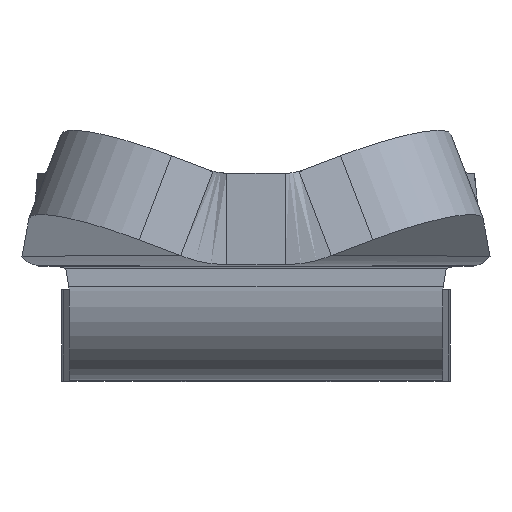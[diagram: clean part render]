
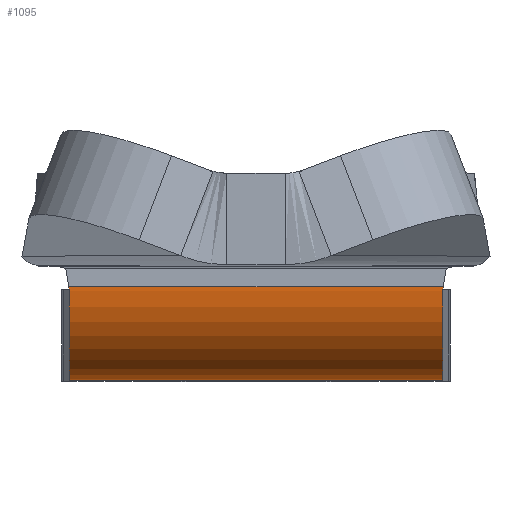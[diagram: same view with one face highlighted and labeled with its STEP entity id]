
A CAD part, top view. The second image highlights one B-rep face of the part: STEP entity #1095.
In plain terms, the highlighted cylindrical face has radius 4.1 mm (diameter 8.2 mm), a partial arc.
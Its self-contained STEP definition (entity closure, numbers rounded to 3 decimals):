
#115 = VERTEX_POINT ( 'NONE', #1608 ) ;
#182 = EDGE_CURVE ( 'NONE', #1322, #115, #511, .T. ) ;
#246 = CARTESIAN_POINT ( 'NONE',  ( -4.55, 0.1, 15.75 ) ) ;
#250 = CIRCLE ( 'NONE', #1426, 4.1 ) ;
#280 = VERTEX_POINT ( 'NONE', #695 ) ;
#285 = LINE ( 'NONE', #246, #1210 ) ;
#306 = ORIENTED_EDGE ( 'NONE', *, *, #1390, .T. ) ;
#337 = CARTESIAN_POINT ( 'NONE',  ( -8.181, 0.1, 15.75 ) ) ;
#343 = CARTESIAN_POINT ( 'NONE',  ( 17.163, -4., 11.65 ) ) ;
#345 = CARTESIAN_POINT ( 'NONE',  ( 8.181, 0.1, 15.75 ) ) ;
#351 = CIRCLE ( 'NONE', #802, 4.1 ) ;
#355 = CARTESIAN_POINT ( 'NONE',  ( -8.17, -0.032, 15.748 ) ) ;
#371 = CARTESIAN_POINT ( 'NONE',  ( -8.164, 0.1, 11.65 ) ) ;
#452 = VECTOR ( 'NONE', #1691, 1000. ) ;
#482 = B_SPLINE_CURVE_WITH_KNOTS ( 'NONE', 3,
 ( #345, #988, #1653, #818 ),
 .UNSPECIFIED., .F., .F.,
 ( 4, 4 ),
 ( 0., 1. ),
 .UNSPECIFIED. ) ;
#511 = B_SPLINE_CURVE_WITH_KNOTS ( 'NONE', 3,
 ( #1528, #355, #601, #337 ),
 .UNSPECIFIED., .F., .F.,
 ( 4, 4 ),
 ( 0., 1. ),
 .UNSPECIFIED. ) ;
#582 = CARTESIAN_POINT ( 'NONE',  ( 8.181, 0.1, 15.75 ) ) ;
#584 = EDGE_CURVE ( 'NONE', #1054, #115, #285, .T. ) ;
#601 = CARTESIAN_POINT ( 'NONE',  ( -8.175, 0.034, 15.75 ) ) ;
#628 = DIRECTION ( 'NONE',  ( 0., 0., 1. ) ) ;
#695 = CARTESIAN_POINT ( 'NONE',  ( 8.164, -0.098, 15.745 ) ) ;
#740 = ORIENTED_EDGE ( 'NONE', *, *, #584, .T. ) ;
#766 = CARTESIAN_POINT ( 'NONE',  ( 17.163, 0.1, 11.65 ) ) ;
#771 = ORIENTED_EDGE ( 'NONE', *, *, #1660, .F. ) ;
#780 = DIRECTION ( 'NONE',  ( -1., 0., 0. ) ) ;
#802 = AXIS2_PLACEMENT_3D ( 'NONE', #1066, #941, #1052 ) ;
#818 = CARTESIAN_POINT ( 'NONE',  ( 8.164, -0.098, 15.745 ) ) ;
#900 = CYLINDRICAL_SURFACE ( 'NONE', #1306, 4.1 ) ;
#941 = DIRECTION ( 'NONE',  ( -1., 0., 0. ) ) ;
#960 = CARTESIAN_POINT ( 'NONE',  ( -8.164, -0.098, 15.745 ) ) ;
#988 = CARTESIAN_POINT ( 'NONE',  ( 8.175, 0.034, 15.75 ) ) ;
#1004 = CARTESIAN_POINT ( 'NONE',  ( 8.164, -4., 11.65 ) ) ;
#1028 = FACE_OUTER_BOUND ( 'NONE', #1164, .T. ) ;
#1052 = DIRECTION ( 'NONE',  ( 0., 0., 1. ) ) ;
#1054 = VERTEX_POINT ( 'NONE', #582 ) ;
#1066 = CARTESIAN_POINT ( 'NONE',  ( 8.164, 0.1, 11.65 ) ) ;
#1095 = ADVANCED_FACE ( 'NONE', ( #1028 ), #900, .T. ) ;
#1110 = CARTESIAN_POINT ( 'NONE',  ( -8.164, -4., 11.65 ) ) ;
#1164 = EDGE_LOOP ( 'NONE', ( #1479, #1194, #306, #1693, #771, #740 ) ) ;
#1175 = DIRECTION ( 'NONE',  ( -1., 0., 0. ) ) ;
#1194 = ORIENTED_EDGE ( 'NONE', *, *, #1337, .T. ) ;
#1210 = VECTOR ( 'NONE', #1175, 1000. ) ;
#1296 = LINE ( 'NONE', #343, #452 ) ;
#1306 = AXIS2_PLACEMENT_3D ( 'NONE', #766, #780, #1428 ) ;
#1322 = VERTEX_POINT ( 'NONE', #960 ) ;
#1337 = EDGE_CURVE ( 'NONE', #1322, #1656, #250, .T. ) ;
#1390 = EDGE_CURVE ( 'NONE', #1656, #1673, #1296, .T. ) ;
#1426 = AXIS2_PLACEMENT_3D ( 'NONE', #371, #1442, #628 ) ;
#1428 = DIRECTION ( 'NONE',  ( 0., 0., 1. ) ) ;
#1442 = DIRECTION ( 'NONE',  ( 1., 0., 0. ) ) ;
#1479 = ORIENTED_EDGE ( 'NONE', *, *, #182, .F. ) ;
#1480 = EDGE_CURVE ( 'NONE', #1673, #280, #351, .T. ) ;
#1528 = CARTESIAN_POINT ( 'NONE',  ( -8.164, -0.098, 15.745 ) ) ;
#1608 = CARTESIAN_POINT ( 'NONE',  ( -8.181, 0.1, 15.75 ) ) ;
#1653 = CARTESIAN_POINT ( 'NONE',  ( 8.17, -0.032, 15.748 ) ) ;
#1656 = VERTEX_POINT ( 'NONE', #1110 ) ;
#1660 = EDGE_CURVE ( 'NONE', #1054, #280, #482, .T. ) ;
#1673 = VERTEX_POINT ( 'NONE', #1004 ) ;
#1691 = DIRECTION ( 'NONE',  ( 1., 0., 0. ) ) ;
#1693 = ORIENTED_EDGE ( 'NONE', *, *, #1480, .T. ) ;
